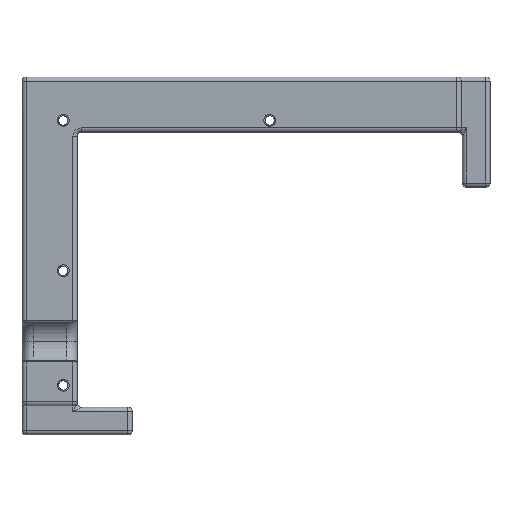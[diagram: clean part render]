
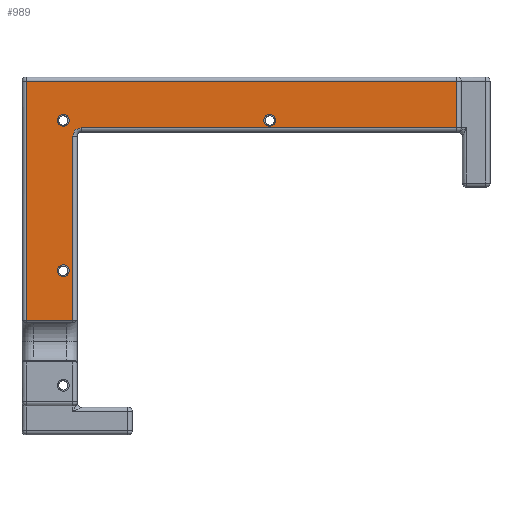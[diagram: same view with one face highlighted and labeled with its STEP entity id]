
A CAD part, top view. The second image highlights one B-rep face of the part: STEP entity #989.
In plain terms, the highlighted planar face has unit normal (0, 0, 1).
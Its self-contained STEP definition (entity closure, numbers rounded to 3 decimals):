
#28 = AXIS2_PLACEMENT_3D ( 'NONE', #3165, #119, #1572 ) ;
#30 = DIRECTION ( 'NONE',  ( 0., 0., 1. ) ) ;
#37 = EDGE_CURVE ( 'NONE', #647, #4595, #1056, .T. ) ;
#38 = DIRECTION ( 'NONE',  ( 1., 0., 0. ) ) ;
#92 = CARTESIAN_POINT ( 'NONE',  ( 15., 59.615, 23. ) ) ;
#119 = DIRECTION ( 'NONE',  ( 0., 0., 1. ) ) ;
#179 = AXIS2_PLACEMENT_3D ( 'NONE', #368, #4058, #2988 ) ;
#184 = AXIS2_PLACEMENT_3D ( 'NONE', #2252, #805, #3744 ) ;
#209 = EDGE_LOOP ( 'NONE', ( #3377, #1829, #2550, #4404, #3533, #2641, #212 ) ) ;
#212 = ORIENTED_EDGE ( 'NONE', *, *, #2143, .T. ) ;
#253 = CIRCLE ( 'NONE', #28, 2.15 ) ;
#290 = DIRECTION ( 'NONE',  ( 1., 0., 0. ) ) ;
#335 = CIRCLE ( 'NONE', #179, 2.15 ) ;
#368 = CARTESIAN_POINT ( 'NONE',  ( 90., 114.23, 23. ) ) ;
#478 = AXIS2_PLACEMENT_3D ( 'NONE', #1507, #3842, #3408 ) ;
#507 = DIRECTION ( 'NONE',  ( 0., 0., 1. ) ) ;
#647 = VERTEX_POINT ( 'NONE', #3817 ) ;
#675 = CARTESIAN_POINT ( 'NONE',  ( 17.15, 59.615, 23. ) ) ;
#695 = CARTESIAN_POINT ( 'NONE',  ( 12.85, 114.23, 23. ) ) ;
#702 = EDGE_CURVE ( 'NONE', #3602, #2418, #3860, .T. ) ;
#753 = CARTESIAN_POINT ( 'NONE',  ( 0., 41.5, 23. ) ) ;
#783 = AXIS2_PLACEMENT_3D ( 'NONE', #92, #1170, #3046 ) ;
#805 = DIRECTION ( 'NONE',  ( 0., 0., 1. ) ) ;
#827 = VERTEX_POINT ( 'NONE', #695 ) ;
#895 = CARTESIAN_POINT ( 'NONE',  ( 87.85, 114.23, 23. ) ) ;
#899 = EDGE_CURVE ( 'NONE', #2783, #827, #4338, .T. ) ;
#927 = VECTOR ( 'NONE', #3959, 1000. ) ;
#937 = VECTOR ( 'NONE', #2502, 1000. ) ;
#989 = ADVANCED_FACE ( 'NONE', ( #4100, #4109, #1115, #4462 ), #2599, .T. ) ;
#991 = LINE ( 'NONE', #1022, #3325 ) ;
#995 = CARTESIAN_POINT ( 'NONE',  ( 18.5, 41.5, 23. ) ) ;
#1022 = CARTESIAN_POINT ( 'NONE',  ( 0., 128.5, 23. ) ) ;
#1056 = LINE ( 'NONE', #4345, #2001 ) ;
#1072 = DIRECTION ( 'NONE',  ( 0., 0., 1. ) ) ;
#1082 = CIRCLE ( 'NONE', #783, 2.15 ) ;
#1091 = EDGE_CURVE ( 'NONE', #827, #2783, #253, .T. ) ;
#1115 = FACE_BOUND ( 'NONE', #4224, .T. ) ;
#1170 = DIRECTION ( 'NONE',  ( 0., 0., 1. ) ) ;
#1265 = CARTESIAN_POINT ( 'NONE',  ( 17.15, 114.23, 23. ) ) ;
#1272 = ORIENTED_EDGE ( 'NONE', *, *, #1091, .F. ) ;
#1375 = VECTOR ( 'NONE', #38, 1000. ) ;
#1444 = VERTEX_POINT ( 'NONE', #895 ) ;
#1494 = VERTEX_POINT ( 'NONE', #3151 ) ;
#1507 = CARTESIAN_POINT ( 'NONE',  ( 15., 114.23, 23. ) ) ;
#1522 = CIRCLE ( 'NONE', #2198, 2.15 ) ;
#1572 = DIRECTION ( 'NONE',  ( 1., 0., 0. ) ) ;
#1581 = CARTESIAN_POINT ( 'NONE',  ( 18.5, 108.5, 23. ) ) ;
#1607 = EDGE_CURVE ( 'NONE', #1494, #3602, #4125, .T. ) ;
#1689 = AXIS2_PLACEMENT_3D ( 'NONE', #4411, #30, #2958 ) ;
#1796 = EDGE_CURVE ( 'NONE', #4595, #3578, #3928, .T. ) ;
#1829 = ORIENTED_EDGE ( 'NONE', *, *, #702, .T. ) ;
#1899 = EDGE_CURVE ( 'NONE', #647, #2418, #3934, .T. ) ;
#1988 = VERTEX_POINT ( 'NONE', #3752 ) ;
#2001 = VECTOR ( 'NONE', #290, 1000. ) ;
#2043 = EDGE_CURVE ( 'NONE', #4039, #3118, #1082, .T. ) ;
#2107 = CARTESIAN_POINT ( 'NONE',  ( 158., 128.5, 23. ) ) ;
#2119 = CARTESIAN_POINT ( 'NONE',  ( 158., 111.5, 23. ) ) ;
#2143 = EDGE_CURVE ( 'NONE', #1988, #1494, #3186, .T. ) ;
#2198 = AXIS2_PLACEMENT_3D ( 'NONE', #3703, #1072, #2215 ) ;
#2215 = DIRECTION ( 'NONE',  ( 1., 0., 0. ) ) ;
#2251 = ORIENTED_EDGE ( 'NONE', *, *, #2692, .F. ) ;
#2252 = CARTESIAN_POINT ( 'NONE',  ( 0., 0., 23. ) ) ;
#2418 = VERTEX_POINT ( 'NONE', #1581 ) ;
#2502 = DIRECTION ( 'NONE',  ( 0., -1., 0. ) ) ;
#2550 = ORIENTED_EDGE ( 'NONE', *, *, #1899, .F. ) ;
#2599 = PLANE ( 'NONE',  #184 ) ;
#2641 = ORIENTED_EDGE ( 'NONE', *, *, #4506, .T. ) ;
#2692 = EDGE_CURVE ( 'NONE', #4186, #1444, #335, .T. ) ;
#2762 = ORIENTED_EDGE ( 'NONE', *, *, #3457, .F. ) ;
#2768 = CARTESIAN_POINT ( 'NONE',  ( 18.5, 110., 23. ) ) ;
#2783 = VERTEX_POINT ( 'NONE', #1265 ) ;
#2958 = DIRECTION ( 'NONE',  ( 1., 0., 0. ) ) ;
#2988 = DIRECTION ( 'NONE',  ( 1., 0., 0. ) ) ;
#3046 = DIRECTION ( 'NONE',  ( 1., 0., 0. ) ) ;
#3056 = DIRECTION ( 'NONE',  ( 1., 0., 0. ) ) ;
#3118 = VERTEX_POINT ( 'NONE', #3754 ) ;
#3151 = CARTESIAN_POINT ( 'NONE',  ( 1.5, 41.5, 23. ) ) ;
#3165 = CARTESIAN_POINT ( 'NONE',  ( 15., 114.23, 23. ) ) ;
#3186 = LINE ( 'NONE', #4015, #937 ) ;
#3240 = AXIS2_PLACEMENT_3D ( 'NONE', #3447, #507, #3056 ) ;
#3290 = ORIENTED_EDGE ( 'NONE', *, *, #899, .F. ) ;
#3325 = VECTOR ( 'NONE', #4676, 1000. ) ;
#3377 = ORIENTED_EDGE ( 'NONE', *, *, #1607, .T. ) ;
#3408 = DIRECTION ( 'NONE',  ( 1., 0., 0. ) ) ;
#3447 = CARTESIAN_POINT ( 'NONE',  ( 90., 114.23, 23. ) ) ;
#3457 = EDGE_CURVE ( 'NONE', #3118, #4039, #1522, .T. ) ;
#3533 = ORIENTED_EDGE ( 'NONE', *, *, #1796, .T. ) ;
#3578 = VERTEX_POINT ( 'NONE', #2107 ) ;
#3602 = VERTEX_POINT ( 'NONE', #995 ) ;
#3692 = EDGE_LOOP ( 'NONE', ( #3290, #1272 ) ) ;
#3703 = CARTESIAN_POINT ( 'NONE',  ( 15., 59.615, 23. ) ) ;
#3716 = VECTOR ( 'NONE', #4617, 1000. ) ;
#3744 = DIRECTION ( 'NONE',  ( 1., 0., 0. ) ) ;
#3752 = CARTESIAN_POINT ( 'NONE',  ( 1.5, 128.5, 23. ) ) ;
#3754 = CARTESIAN_POINT ( 'NONE',  ( 12.85, 59.615, 23. ) ) ;
#3817 = CARTESIAN_POINT ( 'NONE',  ( 21.5, 111.5, 23. ) ) ;
#3842 = DIRECTION ( 'NONE',  ( 0., 0., 1. ) ) ;
#3860 = LINE ( 'NONE', #2768, #3716 ) ;
#3879 = EDGE_LOOP ( 'NONE', ( #2251, #4465 ) ) ;
#3928 = LINE ( 'NONE', #4342, #927 ) ;
#3934 = CIRCLE ( 'NONE', #1689, 3. ) ;
#3941 = EDGE_CURVE ( 'NONE', #1444, #4186, #4247, .T. ) ;
#3959 = DIRECTION ( 'NONE',  ( 0., 1., 0. ) ) ;
#4015 = CARTESIAN_POINT ( 'NONE',  ( 1.5, 0., 23. ) ) ;
#4039 = VERTEX_POINT ( 'NONE', #675 ) ;
#4058 = DIRECTION ( 'NONE',  ( 0., 0., 1. ) ) ;
#4100 = FACE_BOUND ( 'NONE', #3692, .T. ) ;
#4109 = FACE_BOUND ( 'NONE', #3879, .T. ) ;
#4125 = LINE ( 'NONE', #753, #1375 ) ;
#4186 = VERTEX_POINT ( 'NONE', #4480 ) ;
#4224 = EDGE_LOOP ( 'NONE', ( #4450, #2762 ) ) ;
#4247 = CIRCLE ( 'NONE', #3240, 2.15 ) ;
#4338 = CIRCLE ( 'NONE', #478, 2.15 ) ;
#4342 = CARTESIAN_POINT ( 'NONE',  ( 158., 0., 23. ) ) ;
#4345 = CARTESIAN_POINT ( 'NONE',  ( 159.5, 111.5, 23. ) ) ;
#4404 = ORIENTED_EDGE ( 'NONE', *, *, #37, .T. ) ;
#4411 = CARTESIAN_POINT ( 'NONE',  ( 21.5, 108.5, 23. ) ) ;
#4450 = ORIENTED_EDGE ( 'NONE', *, *, #2043, .F. ) ;
#4462 = FACE_OUTER_BOUND ( 'NONE', #209, .T. ) ;
#4465 = ORIENTED_EDGE ( 'NONE', *, *, #3941, .F. ) ;
#4480 = CARTESIAN_POINT ( 'NONE',  ( 92.15, 114.23, 23. ) ) ;
#4506 = EDGE_CURVE ( 'NONE', #3578, #1988, #991, .T. ) ;
#4595 = VERTEX_POINT ( 'NONE', #2119 ) ;
#4617 = DIRECTION ( 'NONE',  ( 0., 1., 0. ) ) ;
#4676 = DIRECTION ( 'NONE',  ( -1., 0., 0. ) ) ;
